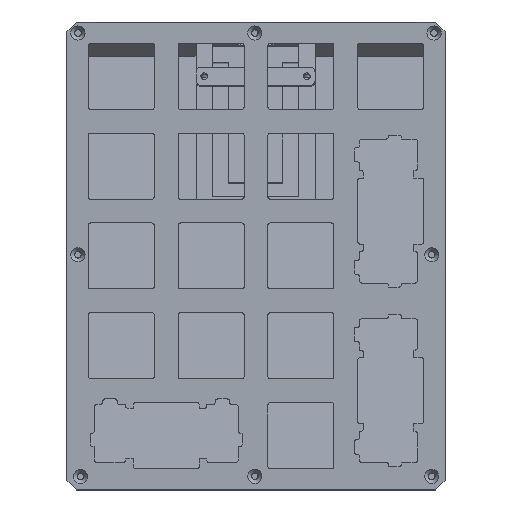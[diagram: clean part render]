
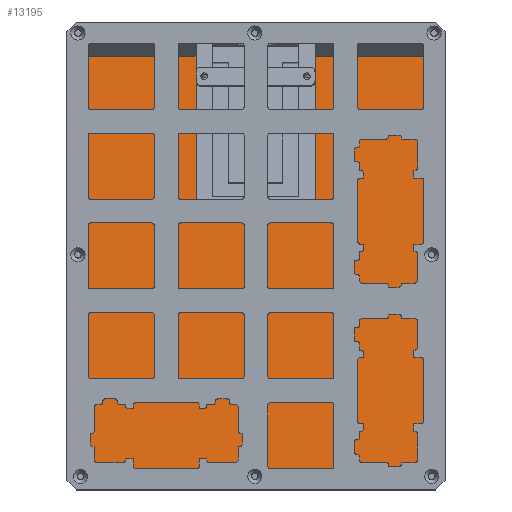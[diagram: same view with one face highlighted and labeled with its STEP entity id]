
A CAD part, top view. The second image highlights one B-rep face of the part: STEP entity #13195.
In plain terms, the highlighted planar face has unit normal (0, 0.122, 0.993).
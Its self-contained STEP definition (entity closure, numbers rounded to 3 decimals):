
#983=FACE_OUTER_BOUND('',#1690,.T.);
#1690=EDGE_LOOP('',(#8779,#8780,#8781,#8782,#8783,#8784,#8785,#8786,#8787,
#8788));
#2475=LINE('',#19098,#3911);
#2480=LINE('',#19108,#3916);
#2484=LINE('',#19117,#3920);
#2487=LINE('',#19121,#3923);
#2491=LINE('',#19129,#3927);
#2515=LINE('',#19197,#3951);
#2518=LINE('',#19202,#3954);
#2519=LINE('',#19204,#3955);
#2520=LINE('',#19206,#3956);
#2521=LINE('',#19207,#3957);
#3911=VECTOR('',#15156,10.);
#3916=VECTOR('',#15163,10.);
#3920=VECTOR('',#15169,10.);
#3923=VECTOR('',#15174,10.);
#3927=VECTOR('',#15180,10.);
#3951=VECTOR('',#15212,10.);
#3954=VECTOR('',#15217,10.);
#3955=VECTOR('',#15218,10.);
#3956=VECTOR('',#15219,10.);
#3957=VECTOR('',#15220,10.);
#5347=VERTEX_POINT('',#19095);
#5348=VERTEX_POINT('',#19097);
#5352=VERTEX_POINT('',#19107);
#5355=VERTEX_POINT('',#19114);
#5356=VERTEX_POINT('',#19116);
#5359=VERTEX_POINT('',#19127);
#5387=VERTEX_POINT('',#19196);
#5388=VERTEX_POINT('',#19201);
#5389=VERTEX_POINT('',#19203);
#5390=VERTEX_POINT('',#19205);
#6697=EDGE_CURVE('',#5347,#5348,#2475,.F.);
#6702=EDGE_CURVE('',#5352,#5348,#2480,.T.);
#6706=EDGE_CURVE('',#5355,#5356,#2484,.F.);
#6709=EDGE_CURVE('',#5347,#5356,#2487,.T.);
#6713=EDGE_CURVE('',#5355,#5359,#2491,.T.);
#6743=EDGE_CURVE('',#5352,#5387,#2515,.T.);
#6746=EDGE_CURVE('',#5388,#5359,#2518,.T.);
#6747=EDGE_CURVE('',#5388,#5389,#2519,.T.);
#6748=EDGE_CURVE('',#5389,#5390,#2520,.T.);
#6749=EDGE_CURVE('',#5390,#5387,#2521,.T.);
#8779=ORIENTED_EDGE('',*,*,#6713,.T.);
#8780=ORIENTED_EDGE('',*,*,#6746,.F.);
#8781=ORIENTED_EDGE('',*,*,#6747,.T.);
#8782=ORIENTED_EDGE('',*,*,#6748,.T.);
#8783=ORIENTED_EDGE('',*,*,#6749,.T.);
#8784=ORIENTED_EDGE('',*,*,#6743,.F.);
#8785=ORIENTED_EDGE('',*,*,#6702,.T.);
#8786=ORIENTED_EDGE('',*,*,#6697,.F.);
#8787=ORIENTED_EDGE('',*,*,#6709,.T.);
#8788=ORIENTED_EDGE('',*,*,#6706,.F.);
#12774=PLANE('',#13908);
#13195=ADVANCED_FACE('',(#983),#12774,.T.);
#13908=AXIS2_PLACEMENT_3D('',#19200,#15215,#15216);
#15156=DIRECTION('',(-0.707,-0.702,0.086));
#15163=DIRECTION('',(0.,-0.993,0.122));
#15169=DIRECTION('',(-0.707,0.702,-0.086));
#15174=DIRECTION('',(-1.,0.,0.));
#15180=DIRECTION('',(0.,0.993,-0.122));
#15212=DIRECTION('',(1.,0.,0.));
#15215=DIRECTION('center_axis',(0.,0.122,
0.993));
#15216=DIRECTION('ref_axis',(0.,-0.993,0.122));
#15217=DIRECTION('',(1.,0.,0.));
#15218=DIRECTION('',(0.,-0.993,0.122));
#15219=DIRECTION('',(1.,0.,0.));
#15220=DIRECTION('',(0.,0.993,-0.122));
#19095=CARTESIAN_POINT('',(73.625,81.723,-14.637));
#19097=CARTESIAN_POINT('',(75.625,83.708,-14.881));
#19098=CARTESIAN_POINT('',(70.452,78.573,-14.25));
#19107=CARTESIAN_POINT('',(75.625,114.769,-18.695));
#19108=CARTESIAN_POINT('',(75.625,112.086,-18.365));
#19114=CARTESIAN_POINT('',(50.375,83.708,-14.881));
#19116=CARTESIAN_POINT('',(52.375,81.723,-14.637));
#19117=CARTESIAN_POINT('',(36.049,97.928,-16.627));
#19121=CARTESIAN_POINT('',(37.688,81.723,-14.637));
#19127=CARTESIAN_POINT('',(50.375,114.769,-18.695));
#19129=CARTESIAN_POINT('',(50.375,109.604,-18.06));
#19196=CARTESIAN_POINT('',(99.7,114.769,-18.695));
#19197=CARTESIAN_POINT('',(43.3,114.769,-18.695));
#19200=CARTESIAN_POINT('Origin',(24.,116.394,-18.894));
#19201=CARTESIAN_POINT('',(26.5,114.769,-18.695));
#19202=CARTESIAN_POINT('',(43.3,114.769,-18.695));
#19203=CARTESIAN_POINT('',(26.5,26.25,-7.826));
#19204=CARTESIAN_POINT('',(26.5,69.92,-13.188));
#19205=CARTESIAN_POINT('',(99.7,26.25,-7.826));
#19206=CARTESIAN_POINT('',(63.1,26.25,-7.826));
#19207=CARTESIAN_POINT('',(99.7,117.822,-19.069));
